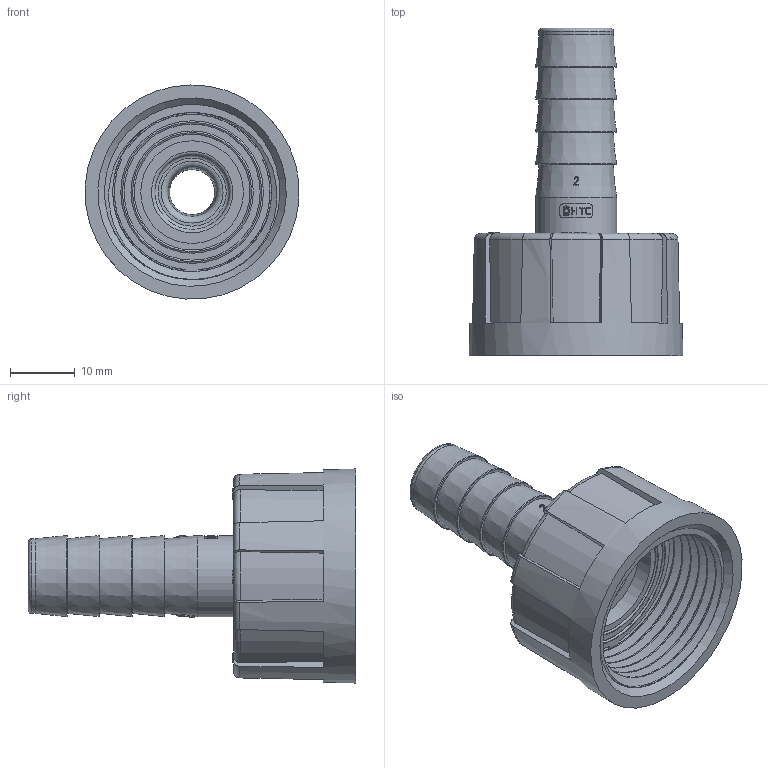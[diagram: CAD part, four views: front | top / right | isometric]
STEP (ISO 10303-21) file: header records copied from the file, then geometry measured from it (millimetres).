
FILE_DESCRIPTION(/* description */ (''),/* implementation_level */ '2;1');
FILE_NAME(/* name */ '3-4x12_stp_20260306_1135.stp',/* time_stamp */ '2026-03-06T11:35:18+08:00',/* author */ (''),/* organization */ (''),/* preprocessor_version */ 'ST-DEVELOPER v16.7',/* originating_system */ 'SIEMENS PLM Software NX 12.0',/* authorisation */ '');
FILE_SCHEMA (('AP203_CONFIGURATION_CONTROLLED_3D_DESIGN_OF_MECHANICAL_PARTS_AND_ASSEMBLIES_MIM_LF { 1 0 10303 403 2 1 2}'));
Length unit declared in the file: millimetre
Products named in the file (1): Admi27288485gjfr
Bounding box: 32.93 x 50.4 x 32.97 mm (x, y, z)
Volume: 9987.1 mm3; surface area: 9567.7 mm2
Topology: 3 solids, 3 shells, 474 faces, 1246 edges, 826 vertices
Faces by surface type: plane 247, extrusion 120, cylinder 62, torus 28, cone 12, sphere 3, bspline 2
Full cylindrical faces by diameter (mm): 0.611 x1, 0.623 x1, 0.921 x1, 0.94 x1, 11.5 x2, 12.5 x1, 15.81 x1, 17.816 x1, 18.836 x1, 20 x1, 20.944 x1, 21.2 x1, 21.964 x1, 23.97 x1, 24 x1
Entity records: 19639 total; most frequent: CARTESIAN_POINT 7378, ORIENTED_EDGE 2370, DIRECTION 1842, EDGE_CURVE 1185, VERTEX_POINT 806, VECTOR 658, AXIS2_PLACEMENT_3D 592, EDGE_LOOP 567
